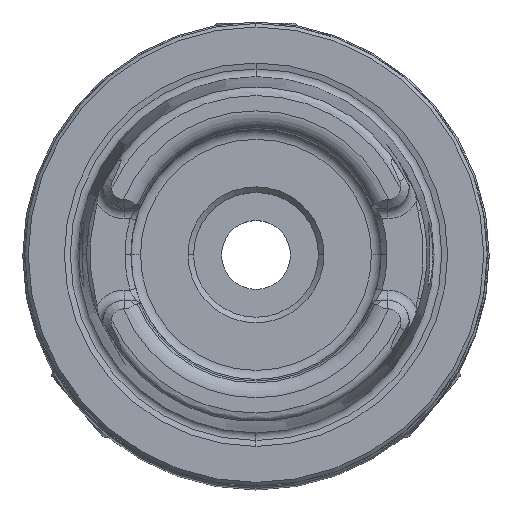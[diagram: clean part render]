
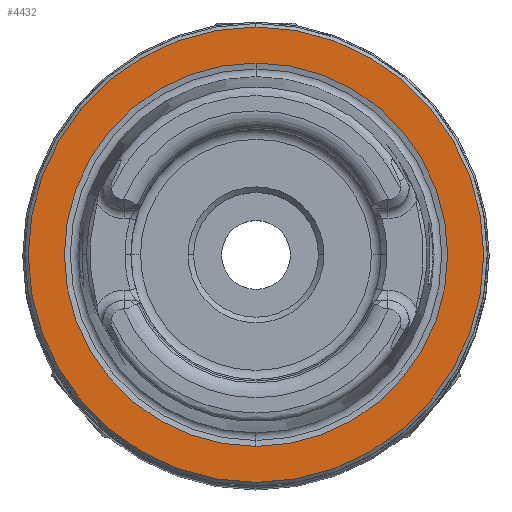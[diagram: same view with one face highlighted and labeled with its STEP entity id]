
A CAD part, top view. The second image highlights one B-rep face of the part: STEP entity #4432.
In plain terms, the highlighted planar face has unit normal (0, 0, 1).
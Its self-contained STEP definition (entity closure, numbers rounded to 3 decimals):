
#2070=VERTEX_POINT('NONE',#5830);
#2108=VERTEX_POINT('NONE',#5871);
#2260=EDGE_CURVE('Kante52',#4110,#2070,#6042,.T.);
#2662=VERTEX_POINT('NONE',#6490);
#3578=EDGE_CURVE('NONE',#2662,#2108,#7496,.T.);
#4110=VERTEX_POINT('NONE',#8088);
#4260=EDGE_CURVE('Kante52',#2070,#4110,#8248,.F.);
#4432=ADVANCED_FACE('NONE',(#8437,#8438),#8439,.F.);
#4562=EDGE_CURVE('NONE',#2108,#2662,#8587,.T.);
#5830=CARTESIAN_POINT('',(0.0,26.09,0.));
#5871=CARTESIAN_POINT('',(0.,30.995,0.));
#6042=CIRCLE('',#10677,26.09);
#6490=CARTESIAN_POINT('',(0.,-30.995,0.));
#7496=CIRCLE('',#14659,30.995);
#8088=CARTESIAN_POINT('',(0.,-26.09,0.));
#8248=CIRCLE('',#16436,26.09);
#8437=FACE_OUTER_BOUND('',#17012,.T.);
#8438=FACE_BOUND('',#17013,.T.);
#8439=PLANE('',#17014);
#8587=CIRCLE('',#17478,30.995);
#10677=AXIS2_PLACEMENT_3D('',#21052,#21053,#21054);
#14659=AXIS2_PLACEMENT_3D('',#22685,#22686,#22687);
#16436=AXIS2_PLACEMENT_3D('',#23504,#23505,#23506);
#17012=EDGE_LOOP('',(#23737,#23738));
#17013=EDGE_LOOP('',(#23739,#23740));
#17014=AXIS2_PLACEMENT_3D('',#23741,#23742,#23743);
#17478=AXIS2_PLACEMENT_3D('',#23923,#23924,#23925);
#21052=CARTESIAN_POINT('',(0.0,0.,0.));
#21053=DIRECTION('',(0.0,0.0,1.0));
#21054=DIRECTION('',(0.0,1.0,-0.0));
#22685=CARTESIAN_POINT('',(0.0,0.,0.));
#22686=DIRECTION('',(0.0,0.0,1.0));
#22687=DIRECTION('',(0.0,-1.0,0.0));
#23504=CARTESIAN_POINT('',(0.0,0.,0.));
#23505=DIRECTION('',(0.0,0.0,-1.0));
#23506=DIRECTION('',(0.0,1.0,0.0));
#23737=ORIENTED_EDGE('',*,*,#3578,.T.);
#23738=ORIENTED_EDGE('',*,*,#4562,.T.);
#23739=ORIENTED_EDGE('',*,*,#4260,.F.);
#23740=ORIENTED_EDGE('',*,*,#2260,.F.);
#23741=CARTESIAN_POINT('',(0.0,-24.796,0.));
#23742=DIRECTION('',(0.0,0.0,-1.0));
#23743=DIRECTION('',(0.0,-1.0,0.0));
#23923=CARTESIAN_POINT('',(0.0,0.,0.));
#23924=DIRECTION('',(0.0,0.0,1.0));
#23925=DIRECTION('',(0.0,-1.0,0.0));
